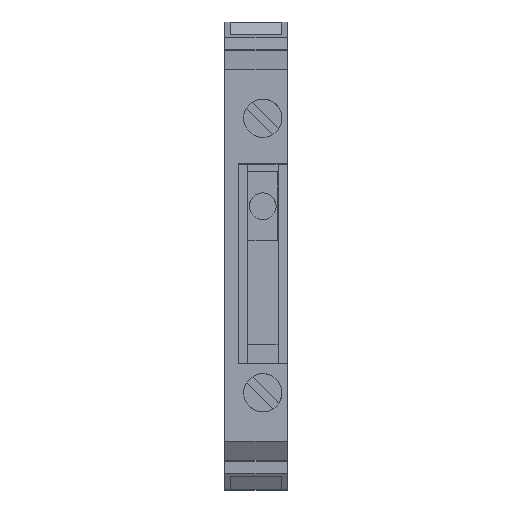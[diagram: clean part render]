
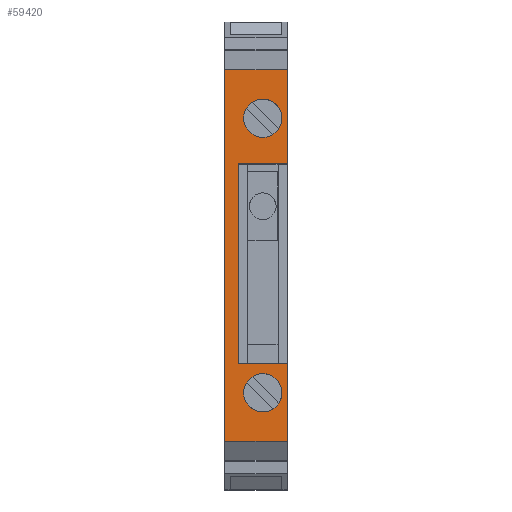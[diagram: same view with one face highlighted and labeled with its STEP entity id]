
A CAD part, top view. The second image highlights one B-rep face of the part: STEP entity #59420.
In plain terms, the highlighted face is planar.
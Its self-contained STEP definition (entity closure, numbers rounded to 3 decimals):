
#1380=CARTESIAN_POINT('',(34.953,28.966,
0.));
#1390=DIRECTION('',(0.,0.,1.));
#1400=VECTOR('',#1390,1.);
#1410=LINE('',#1380,#1400);
#1420=CARTESIAN_POINT('',(34.953,28.966,
-4.95));
#1430=VERTEX_POINT('',#1420);
#1440=CARTESIAN_POINT('',(34.953,28.966,
3.2));
#1450=VERTEX_POINT('',#1440);
#1460=EDGE_CURVE('',#1430,#1450,#1410,.T.);
#9960=CARTESIAN_POINT('',(-3.3,28.966,
-3.2));
#9970=VERTEX_POINT('',#9960);
#10020=CARTESIAN_POINT('',(10.558,28.966,
-3.2));
#10030=DIRECTION('',(1.,0.,0.));
#10040=VECTOR('',#10030,1.);
#10050=LINE('',#10020,#10040);
#10060=CARTESIAN_POINT('',(22.7,28.966,-3.2));
#10070=VERTEX_POINT('',#10060);
#10080=EDGE_CURVE('',#9970,#10070,#10050,.T.);
#17260=CARTESIAN_POINT('',(22.7,28.966,0.))
;
#17270=DIRECTION('',(0.,0.,1.));
#17280=VECTOR('',#17270,1.);
#17290=LINE('',#17260,#17280);
#17300=CARTESIAN_POINT('',(22.7,28.966,3.2));
#17310=VERTEX_POINT('',#17300);
#17320=EDGE_CURVE('',#10070,#17310,#17290,.T.);
#20730=CARTESIAN_POINT('',(-13.453,28.966,
3.2));
#20740=VERTEX_POINT('',#20730);
#20770=CARTESIAN_POINT('',(10.558,28.966,
3.2));
#20780=DIRECTION('',(1.,0.,0.));
#20790=VECTOR('',#20780,1.);
#20800=LINE('',#20770,#20790);
#20810=CARTESIAN_POINT('',(-3.3,28.966,
3.2));
#20820=VERTEX_POINT('',#20810);
#20830=EDGE_CURVE('',#20740,#20820,#20800,.T.);
#21000=CARTESIAN_POINT('',(10.558,28.966,
3.2));
#21010=DIRECTION('',(1.,0.,0.));
#21020=VECTOR('',#21010,1.);
#21030=LINE('',#21000,#21020);
#21040=EDGE_CURVE('',#17310,#1450,#21030,.T.);
#32230=CARTESIAN_POINT('',(-13.453,28.966,
-4.95));
#32240=VERTEX_POINT('',#32230);
#32270=CARTESIAN_POINT('',(-13.453,28.966,
0.));
#32280=DIRECTION('',(0.,0.,1.));
#32290=VECTOR('',#32280,1.);
#32300=LINE('',#32270,#32290);
#32310=EDGE_CURVE('',#32240,#20740,#32300,.T.);
#42360=CARTESIAN_POINT('',(-3.3,28.966,
0.));
#42370=DIRECTION('',(0.,0.,1.));
#42380=VECTOR('',#42370,1.);
#42390=LINE('',#42360,#42380);
#42400=EDGE_CURVE('',#9970,#20820,#42390,.T.);
#57140=CARTESIAN_POINT('',(26.15,28.966,0.)
);
#57150=VERTEX_POINT('',#57140);
#57500=CARTESIAN_POINT('',(31.15,28.966,0.)
);
#57510=VERTEX_POINT('',#57500);
#57540=CARTESIAN_POINT('',(28.65,28.966,0.)
);
#57550=DIRECTION('',(0.,1.,0.));
#57560=DIRECTION('',(1.,0.,0.));
#57570=AXIS2_PLACEMENT_3D('',#57540,#57550,#57560);
#57580=CIRCLE('',#57570,2.5);
#57590=EDGE_CURVE('',#57150,#57510,#57580,.T.);
#58890=EDGE_CURVE('',#57510,#57150,#57580,.T.);
#59030=CARTESIAN_POINT('',(33.419,28.966,
0.));
#59040=DIRECTION('',(-0.,1.,0.));
#59050=DIRECTION('',(1.,0.,0.));
#59060=AXIS2_PLACEMENT_3D('',#59030,#59040,#59050);
#59070=PLANE('',#59060);
#59080=ORIENTED_EDGE('',*,*,#58890,.F.);
#59090=ORIENTED_EDGE('',*,*,#57590,.F.);
#59100=EDGE_LOOP('',(#59090,#59080));
#59110=FACE_BOUND('',#59100,.T.);
#59120=CARTESIAN_POINT('',(-7.15,28.966,
0.));
#59130=DIRECTION('',(0.,1.,0.));
#59140=DIRECTION('',(1.,0.,0.));
#59150=AXIS2_PLACEMENT_3D('',#59120,#59130,#59140);
#59160=CIRCLE('',#59150,2.5);
#59170=CARTESIAN_POINT('',(-4.65,28.966,
0.));
#59180=VERTEX_POINT('',#59170);
#59190=CARTESIAN_POINT('',(-9.65,28.966,
0.));
#59200=VERTEX_POINT('',#59190);
#59210=EDGE_CURVE('',#59180,#59200,#59160,.T.);
#59220=ORIENTED_EDGE('',*,*,#59210,.F.);
#59230=EDGE_CURVE('',#59200,#59180,#59160,.T.);
#59240=ORIENTED_EDGE('',*,*,#59230,.F.);
#59250=EDGE_LOOP('',(#59240,#59220));
#59260=FACE_BOUND('',#59250,.T.);
#59270=ORIENTED_EDGE('',*,*,#21040,.T.);
#59280=ORIENTED_EDGE('',*,*,#17320,.T.);
#59290=ORIENTED_EDGE('',*,*,#10080,.T.);
#59300=ORIENTED_EDGE('',*,*,#42400,.F.);
#59310=ORIENTED_EDGE('',*,*,#20830,.T.);
#59320=ORIENTED_EDGE('',*,*,#32310,.T.);
#59330=CARTESIAN_POINT('',(10.558,28.966,
-4.95));
#59340=DIRECTION('',(1.,0.,0.));
#59350=VECTOR('',#59340,1.);
#59360=LINE('',#59330,#59350);
#59370=EDGE_CURVE('',#32240,#1430,#59360,.T.);
#59380=ORIENTED_EDGE('',*,*,#59370,.F.);
#59390=ORIENTED_EDGE('',*,*,#1460,.F.);
#59400=EDGE_LOOP('',(#59390,#59380,#59320,#59310,#59300,#59290,#59280,
#59270));
#59410=FACE_OUTER_BOUND('',#59400,.T.);
#59420=ADVANCED_FACE('',(#59110,#59260,#59410),#59070,.T.);
